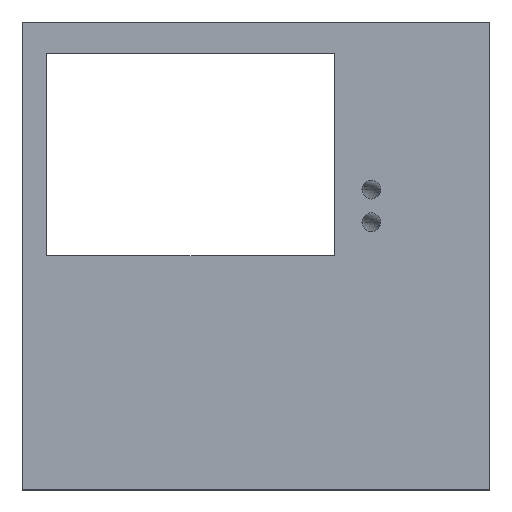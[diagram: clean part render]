
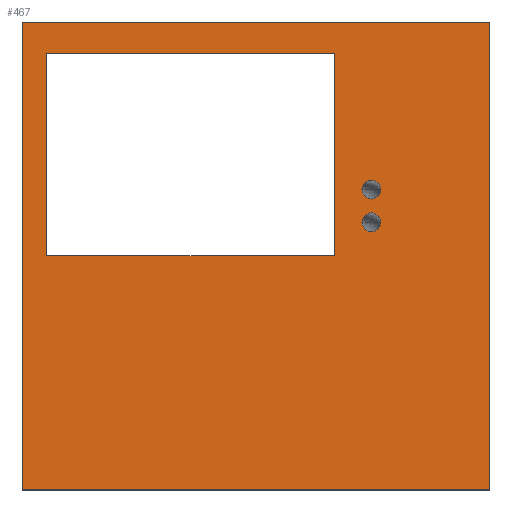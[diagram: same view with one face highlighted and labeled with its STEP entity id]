
A CAD part, top view. The second image highlights one B-rep face of the part: STEP entity #467.
In plain terms, the highlighted planar face has unit normal (0, 0, 1).
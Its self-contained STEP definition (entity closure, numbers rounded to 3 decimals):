
#6 = CARTESIAN_POINT ( 'NONE',  ( 0., 3000., 100. ) ) ;
#15 = EDGE_LOOP ( 'NONE', ( #24, #221 ) ) ;
#21 = ORIENTED_EDGE ( 'NONE', *, *, #589, .F. ) ;
#24 = ORIENTED_EDGE ( 'NONE', *, *, #226, .F. ) ;
#33 = ORIENTED_EDGE ( 'NONE', *, *, #647, .F. ) ;
#36 = DIRECTION ( 'NONE',  ( 0., 0., 1. ) ) ;
#50 = CIRCLE ( 'NONE', #293, 60. ) ;
#55 = EDGE_CURVE ( 'NONE', #476, #142, #251, .T. ) ;
#61 = CARTESIAN_POINT ( 'NONE',  ( 0., 0., 100. ) ) ;
#68 = VECTOR ( 'NONE', #252, 1000. ) ;
#82 = CARTESIAN_POINT ( 'NONE',  ( 2001.912, 2799.476, 100. ) ) ;
#93 = DIRECTION ( 'NONE',  ( -1., 0., 0. ) ) ;
#96 = VERTEX_POINT ( 'NONE', #263 ) ;
#105 = ORIENTED_EDGE ( 'NONE', *, *, #253, .T. ) ;
#107 = CARTESIAN_POINT ( 'NONE',  ( 3000., 0., 100. ) ) ;
#116 = CARTESIAN_POINT ( 'NONE',  ( 158.305, 2799.476, 100. ) ) ;
#121 = VECTOR ( 'NONE', #612, 1000. ) ;
#127 = ORIENTED_EDGE ( 'NONE', *, *, #152, .T. ) ;
#142 = VERTEX_POINT ( 'NONE', #243 ) ;
#145 = ORIENTED_EDGE ( 'NONE', *, *, #637, .T. ) ;
#147 = VECTOR ( 'NONE', #622, 1000. ) ;
#150 = FACE_BOUND ( 'NONE', #352, .T. ) ;
#152 = EDGE_CURVE ( 'NONE', #311, #211, #257, .T. ) ;
#157 = DIRECTION ( 'NONE',  ( 0., 0., 1. ) ) ;
#168 = DIRECTION ( 'NONE',  ( 1., 0., 0. ) ) ;
#177 = CARTESIAN_POINT ( 'NONE',  ( 158.305, 1500., 100. ) ) ;
#179 = CARTESIAN_POINT ( 'NONE',  ( 2298.903, 1925.203, 100. ) ) ;
#180 = CARTESIAN_POINT ( 'NONE',  ( 0., 0., 100. ) ) ;
#186 = CARTESIAN_POINT ( 'NONE',  ( 2178.903, 1925.203, 100. ) ) ;
#194 = EDGE_LOOP ( 'NONE', ( #343, #317 ) ) ;
#199 = AXIS2_PLACEMENT_3D ( 'NONE', #503, #210, #555 ) ;
#201 = CIRCLE ( 'NONE', #199, 60. ) ;
#208 = DIRECTION ( 'NONE',  ( 0., 1., 0. ) ) ;
#210 = DIRECTION ( 'NONE',  ( 0., 0., 1. ) ) ;
#211 = VERTEX_POINT ( 'NONE', #277 ) ;
#212 = VERTEX_POINT ( 'NONE', #180 ) ;
#217 = LINE ( 'NONE', #429, #247 ) ;
#221 = ORIENTED_EDGE ( 'NONE', *, *, #415, .F. ) ;
#226 = EDGE_CURVE ( 'NONE', #96, #493, #594, .T. ) ;
#232 = DIRECTION ( 'NONE',  ( 0., 0., -1. ) ) ;
#243 = CARTESIAN_POINT ( 'NONE',  ( 158.305, 2799.476, 100. ) ) ;
#247 = VECTOR ( 'NONE', #93, 1000. ) ;
#251 = LINE ( 'NONE', #116, #121 ) ;
#252 = DIRECTION ( 'NONE',  ( 0., -1., 0. ) ) ;
#253 = EDGE_CURVE ( 'NONE', #211, #433, #217, .T. ) ;
#256 = PLANE ( 'NONE',  #454 ) ;
#257 = LINE ( 'NONE', #107, #491 ) ;
#263 = CARTESIAN_POINT ( 'NONE',  ( 2178.903, 1716.49, 100. ) ) ;
#272 = ORIENTED_EDGE ( 'NONE', *, *, #393, .T. ) ;
#275 = DIRECTION ( 'NONE',  ( 0., 0., 1. ) ) ;
#277 = CARTESIAN_POINT ( 'NONE',  ( 3000., 3000., 100. ) ) ;
#282 = FACE_OUTER_BOUND ( 'NONE', #528, .T. ) ;
#290 = CARTESIAN_POINT ( 'NONE',  ( 2001.912, 1500., 100. ) ) ;
#292 = LINE ( 'NONE', #61, #406 ) ;
#293 = AXIS2_PLACEMENT_3D ( 'NONE', #449, #157, #505 ) ;
#294 = LINE ( 'NONE', #177, #369 ) ;
#299 = CARTESIAN_POINT ( 'NONE',  ( 0., 0., 100. ) ) ;
#311 = VERTEX_POINT ( 'NONE', #603 ) ;
#317 = ORIENTED_EDGE ( 'NONE', *, *, #407, .F. ) ;
#326 = VECTOR ( 'NONE', #431, 1000. ) ;
#328 = CARTESIAN_POINT ( 'NONE',  ( 0., 0., 100. ) ) ;
#338 = CARTESIAN_POINT ( 'NONE',  ( 2238.903, 1716.49, 100. ) ) ;
#343 = ORIENTED_EDGE ( 'NONE', *, *, #477, .F. ) ;
#352 = EDGE_LOOP ( 'NONE', ( #21, #544, #33, #354 ) ) ;
#354 = ORIENTED_EDGE ( 'NONE', *, *, #498, .F. ) ;
#369 = VECTOR ( 'NONE', #478, 1000. ) ;
#372 = DIRECTION ( 'NONE',  ( -1., 0., 0. ) ) ;
#379 = DIRECTION ( 'NONE',  ( -1., 0., 0. ) ) ;
#393 = EDGE_CURVE ( 'NONE', #433, #212, #613, .T. ) ;
#395 = FACE_BOUND ( 'NONE', #15, .T. ) ;
#403 = AXIS2_PLACEMENT_3D ( 'NONE', #338, #36, #379 ) ;
#406 = VECTOR ( 'NONE', #168, 1000. ) ;
#407 = EDGE_CURVE ( 'NONE', #513, #573, #201, .T. ) ;
#415 = EDGE_CURVE ( 'NONE', #493, #96, #50, .T. ) ;
#418 = CARTESIAN_POINT ( 'NONE',  ( 2298.903, 1716.49, 100. ) ) ;
#422 = AXIS2_PLACEMENT_3D ( 'NONE', #577, #275, #633 ) ;
#429 = CARTESIAN_POINT ( 'NONE',  ( 0., 3000., 100. ) ) ;
#431 = DIRECTION ( 'NONE',  ( 0., -1., 0. ) ) ;
#433 = VERTEX_POINT ( 'NONE', #6 ) ;
#449 = CARTESIAN_POINT ( 'NONE',  ( 2238.903, 1716.49, 100. ) ) ;
#454 = AXIS2_PLACEMENT_3D ( 'NONE', #328, #232, #372 ) ;
#467 = ADVANCED_FACE ( 'NONE', ( #395, #282, #150, #535 ), #256, .F. ) ;
#476 = VERTEX_POINT ( 'NONE', #82 ) ;
#477 = EDGE_CURVE ( 'NONE', #573, #513, #517, .T. ) ;
#478 = DIRECTION ( 'NONE',  ( 1., 0., 0. ) ) ;
#480 = CARTESIAN_POINT ( 'NONE',  ( 158.305, 1500., 100. ) ) ;
#485 = CARTESIAN_POINT ( 'NONE',  ( 158.305, 2799.476, 100. ) ) ;
#491 = VECTOR ( 'NONE', #208, 1000. ) ;
#493 = VERTEX_POINT ( 'NONE', #418 ) ;
#498 = EDGE_CURVE ( 'NONE', #529, #632, #294, .T. ) ;
#503 = CARTESIAN_POINT ( 'NONE',  ( 2238.903, 1925.203, 100. ) ) ;
#505 = DIRECTION ( 'NONE',  ( -1., 0., 0. ) ) ;
#513 = VERTEX_POINT ( 'NONE', #179 ) ;
#517 = CIRCLE ( 'NONE', #422, 60. ) ;
#518 = CARTESIAN_POINT ( 'NONE',  ( 2001.912, 2799.476, 100. ) ) ;
#528 = EDGE_LOOP ( 'NONE', ( #272, #145, #127, #105 ) ) ;
#529 = VERTEX_POINT ( 'NONE', #480 ) ;
#535 = FACE_BOUND ( 'NONE', #194, .T. ) ;
#544 = ORIENTED_EDGE ( 'NONE', *, *, #55, .F. ) ;
#546 = LINE ( 'NONE', #518, #147 ) ;
#555 = DIRECTION ( 'NONE',  ( -1., 0., 0. ) ) ;
#573 = VERTEX_POINT ( 'NONE', #186 ) ;
#577 = CARTESIAN_POINT ( 'NONE',  ( 2238.903, 1925.203, 100. ) ) ;
#589 = EDGE_CURVE ( 'NONE', #142, #529, #593, .T. ) ;
#593 = LINE ( 'NONE', #485, #326 ) ;
#594 = CIRCLE ( 'NONE', #403, 60. ) ;
#603 = CARTESIAN_POINT ( 'NONE',  ( 3000., 0., 100. ) ) ;
#612 = DIRECTION ( 'NONE',  ( -1., 0., 0. ) ) ;
#613 = LINE ( 'NONE', #299, #68 ) ;
#622 = DIRECTION ( 'NONE',  ( 0., 1., 0. ) ) ;
#632 = VERTEX_POINT ( 'NONE', #290 ) ;
#633 = DIRECTION ( 'NONE',  ( -1., 0., 0. ) ) ;
#637 = EDGE_CURVE ( 'NONE', #212, #311, #292, .T. ) ;
#647 = EDGE_CURVE ( 'NONE', #632, #476, #546, .T. ) ;
